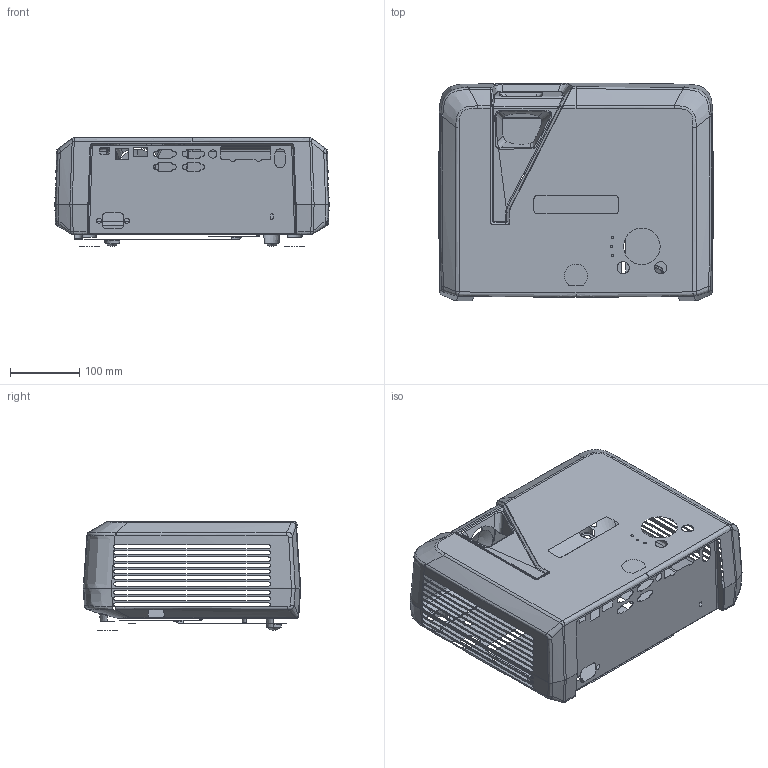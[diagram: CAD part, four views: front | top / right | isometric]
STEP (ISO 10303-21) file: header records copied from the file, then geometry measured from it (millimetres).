
FILE_DESCRIPTION((''),'2;1');
FILE_NAME('SINGLE','2020-05-08T',('ChenPet'),(''),'PRO/ENGINEER BY PARAMETRIC TECHNOLOGY CORPORATION, 2009440','PRO/ENGINEER BY PARAMETRIC TECHNOLOGY CORPORATION, 2009440','');
FILE_SCHEMA(('CONFIG_CONTROL_DESIGN'));
Length unit declared in the file: millimetre
Products named in the file (1): SINGLE
Bounding box: 395.85 x 313.75 x 156.76 mm (x, y, z)
Surface area: 353205.2 mm2 (no closed solid volume)
Topology: 0 solids, 11 shells, 176 faces, 1279 edges, 1083 vertices
Faces by surface type: bspline 93, plane 28, extrusion 21, cone 14, cylinder 8, torus 6, revolution 4, sphere 2
Entity records: 23165 total; most frequent: CARTESIAN_POINT 15449, ORIENTED_EDGE 1556, EDGE_CURVE 1273, VERTEX_POINT 1083, B_SPLINE_CURVE_WITH_KNOTS 865, DIRECTION 825, EDGE_LOOP 387, AXIS2_PLACEMENT_3D 309
